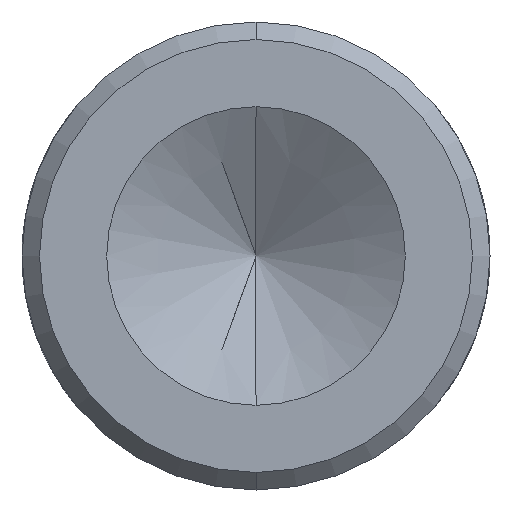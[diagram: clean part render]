
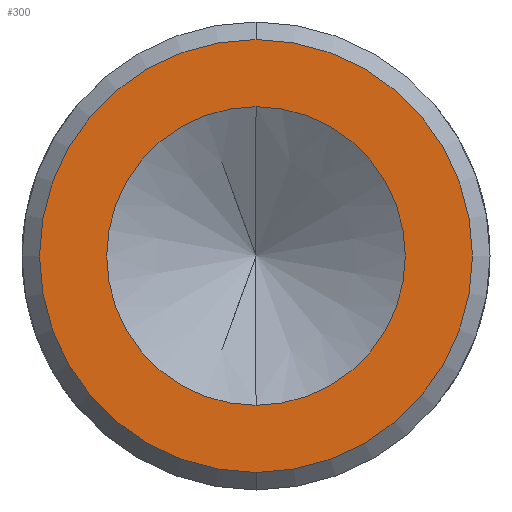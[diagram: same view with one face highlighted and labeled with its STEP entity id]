
A CAD part, front view. The second image highlights one B-rep face of the part: STEP entity #300.
In plain terms, the highlighted planar face has unit normal (0, -1, 0).
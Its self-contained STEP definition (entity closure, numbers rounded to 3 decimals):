
#12 = AXIS2_PLACEMENT_3D ( 'NONE', #189, #869, #780 ) ;
#23 = FACE_BOUND ( 'NONE', #777, .T. ) ;
#39 = DIRECTION ( 'NONE',  ( 0., -1., 0. ) ) ;
#68 = DIRECTION ( 'NONE',  ( 0., -1., 0. ) ) ;
#143 = CIRCLE ( 'NONE', #157, 3.7 ) ;
#157 = AXIS2_PLACEMENT_3D ( 'NONE', #611, #39, #532 ) ;
#168 = VERTEX_POINT ( 'NONE', #885 ) ;
#172 = CIRCLE ( 'NONE', #308, 2.553 ) ;
#173 = AXIS2_PLACEMENT_3D ( 'NONE', #174, #744, #1237 ) ;
#174 = CARTESIAN_POINT ( 'NONE',  ( 0., 0., 0. ) ) ;
#189 = CARTESIAN_POINT ( 'NONE',  ( 0., 0., 0. ) ) ;
#276 = PLANE ( 'NONE',  #173 ) ;
#282 = EDGE_LOOP ( 'NONE', ( #619, #649 ) ) ;
#300 = ADVANCED_FACE ( 'NONE', ( #315, #23 ), #276, .T. ) ;
#308 = AXIS2_PLACEMENT_3D ( 'NONE', #1030, #68, #738 ) ;
#315 = FACE_OUTER_BOUND ( 'NONE', #282, .T. ) ;
#317 = EDGE_CURVE ( 'NONE', #168, #728, #172, .T. ) ;
#351 = VERTEX_POINT ( 'NONE', #1042 ) ;
#365 = ORIENTED_EDGE ( 'NONE', *, *, #317, .F. ) ;
#525 = DIRECTION ( 'NONE',  ( 0., 0., -1. ) ) ;
#532 = DIRECTION ( 'NONE',  ( 0., 0., -1. ) ) ;
#569 = EDGE_CURVE ( 'NONE', #351, #961, #143, .T. ) ;
#611 = CARTESIAN_POINT ( 'NONE',  ( 0., 0., 0. ) ) ;
#614 = CARTESIAN_POINT ( 'NONE',  ( 0., 0., 3.7 ) ) ;
#619 = ORIENTED_EDGE ( 'NONE', *, *, #1134, .T. ) ;
#649 = ORIENTED_EDGE ( 'NONE', *, *, #569, .T. ) ;
#686 = EDGE_CURVE ( 'NONE', #728, #168, #817, .T. ) ;
#728 = VERTEX_POINT ( 'NONE', #1203 ) ;
#738 = DIRECTION ( 'NONE',  ( 0., 0., -1. ) ) ;
#744 = DIRECTION ( 'NONE',  ( 0., -1., 0. ) ) ;
#777 = EDGE_LOOP ( 'NONE', ( #365, #1019 ) ) ;
#780 = DIRECTION ( 'NONE',  ( 0., 0., -1. ) ) ;
#800 = CIRCLE ( 'NONE', #12, 3.7 ) ;
#817 = CIRCLE ( 'NONE', #863, 2.553 ) ;
#863 = AXIS2_PLACEMENT_3D ( 'NONE', #1104, #1005, #525 ) ;
#869 = DIRECTION ( 'NONE',  ( 0., -1., 0. ) ) ;
#885 = CARTESIAN_POINT ( 'NONE',  ( 0., 0., -2.553 ) ) ;
#961 = VERTEX_POINT ( 'NONE', #614 ) ;
#1005 = DIRECTION ( 'NONE',  ( 0., -1., 0. ) ) ;
#1019 = ORIENTED_EDGE ( 'NONE', *, *, #686, .F. ) ;
#1030 = CARTESIAN_POINT ( 'NONE',  ( 0., 0., 0. ) ) ;
#1042 = CARTESIAN_POINT ( 'NONE',  ( 0., 0., -3.7 ) ) ;
#1104 = CARTESIAN_POINT ( 'NONE',  ( 0., 0., 0. ) ) ;
#1134 = EDGE_CURVE ( 'NONE', #961, #351, #800, .T. ) ;
#1203 = CARTESIAN_POINT ( 'NONE',  ( 0., 0., 2.553 ) ) ;
#1237 = DIRECTION ( 'NONE',  ( 0., 0., -1. ) ) ;
